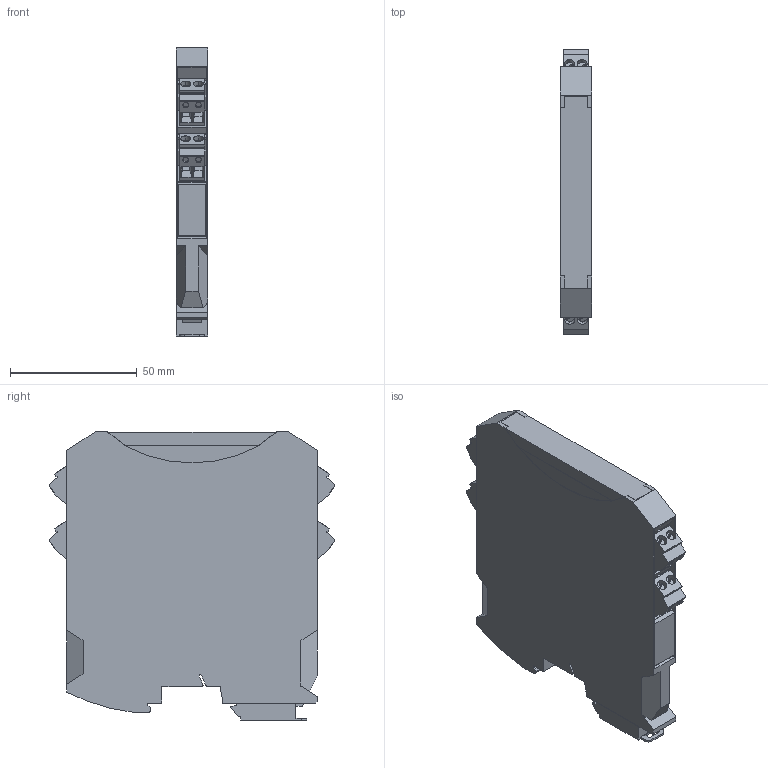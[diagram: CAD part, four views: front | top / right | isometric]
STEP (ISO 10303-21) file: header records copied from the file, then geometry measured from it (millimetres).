
FILE_DESCRIPTION(('Creo Elements/Direct Modeling STEP Export'),'2;1');
FILE_NAME('model.stp','2019-03-20T19:11:36',(''),(''),'Creo Elements/Direct Modeling STEP processor for AP214 (Solid Model)','Creo Elements/Direct Modeling 20.1A 29-Sep-2018 (C) Parametric Technology GmbH','');
FILE_SCHEMA(('AUTOMOTIVE_DESIGN { 1 0 10303 214 1 1 1 1 }'));
Length unit declared in the file: millimetre
Products named in the file (4): MACX_12.5_NO-TBUS-SOCKEL-select; ME_MAX_B-12.5_GN-select; MSTBTP_2.5_2-ST-select.1.1; MACX_MCR_12.5_150_1-select
Assembly tree (7 placements, depth 2):
  MACX_MCR_12.5_150_1-select
    MSTBTP_2.5_2-ST-select.1.1  x4
    ME_MAX_B-12.5_GN-select  x2
    MACX_12.5_NO-TBUS-SOCKEL-select
Bounding box: 12.6 x 112.73 x 113.7 mm (x, y, z)
Volume: 125908.4 mm3; surface area: 41103.2 mm2
Topology: 7 solids, 7 shells, 890 faces, 2295 edges, 1494 vertices
Faces by surface type: plane 737, cylinder 153
Entity records: 20774 total; most frequent: CARTESIAN_POINT 3427, ORIENTED_EDGE 2838, DIRECTION 2405, EDGE_CURVE 1419, VECTOR 1205, LINE 1205, VERTEX_POINT 924, AXIS2_PLACEMENT_3D 600
